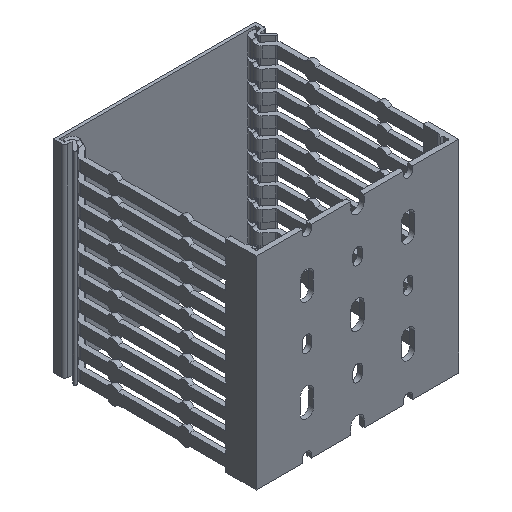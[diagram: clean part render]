
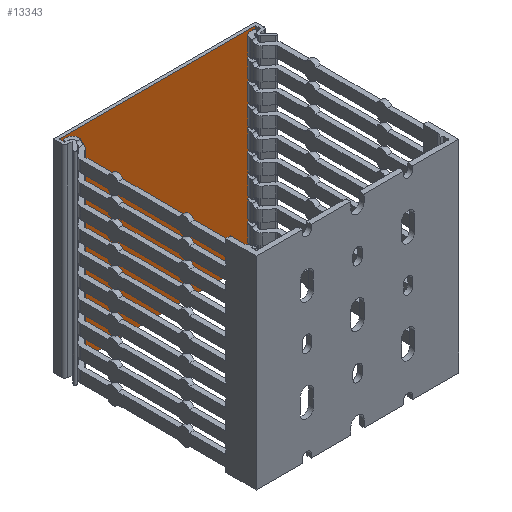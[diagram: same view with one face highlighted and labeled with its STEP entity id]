
A CAD part, isometric view. The second image highlights one B-rep face of the part: STEP entity #13343.
In plain terms, the highlighted planar face has unit normal (0, -1, 0).
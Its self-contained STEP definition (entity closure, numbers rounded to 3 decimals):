
#1683=FACE_OUTER_BOUND('',#2369,.T.);
#2369=EDGE_LOOP('',(#12245,#12246,#12247,#12248));
#3656=LINE('',#22903,#4972);
#3683=LINE('',#22983,#4999);
#3685=LINE('',#22986,#5001);
#3686=LINE('',#22987,#5002);
#4972=VECTOR('',#18427,10.);
#4999=VECTOR('',#18504,10.);
#5001=VECTOR('',#18508,10.);
#5002=VECTOR('',#18509,10.);
#6303=VERTEX_POINT('',#22899);
#6304=VERTEX_POINT('',#22901);
#6331=VERTEX_POINT('',#22980);
#6332=VERTEX_POINT('',#22982);
#8280=EDGE_CURVE('',#6304,#6303,#3656,.T.);
#8319=EDGE_CURVE('',#6332,#6331,#3683,.T.);
#8321=EDGE_CURVE('',#6303,#6331,#3685,.T.);
#8322=EDGE_CURVE('',#6332,#6304,#3686,.T.);
#12245=ORIENTED_EDGE('',*,*,#8321,.F.);
#12246=ORIENTED_EDGE('',*,*,#8280,.F.);
#12247=ORIENTED_EDGE('',*,*,#8322,.F.);
#12248=ORIENTED_EDGE('',*,*,#8319,.T.);
#12675=PLANE('',#14662);
#13343=ADVANCED_FACE('',(#1683),#12675,.T.);
#14662=AXIS2_PLACEMENT_3D('',#22985,#18506,#18507);
#18427=DIRECTION('',(0.,0.,-1.));
#18504=DIRECTION('',(0.,0.,-1.));
#18506=DIRECTION('center_axis',(0.,-1.,0.));
#18507=DIRECTION('ref_axis',(0.,0.,-1.));
#18508=DIRECTION('',(-1.,0.,0.));
#18509=DIRECTION('',(1.,0.,0.));
#22899=CARTESIAN_POINT('',(48.5,-1.5,-100.));
#22901=CARTESIAN_POINT('',(48.5,-1.5,0.));
#22903=CARTESIAN_POINT('',(48.5,-1.5,0.));
#22980=CARTESIAN_POINT('',(-48.5,-1.5,-100.));
#22982=CARTESIAN_POINT('',(-48.5,-1.5,0.));
#22983=CARTESIAN_POINT('',(-48.5,-1.5,0.));
#22985=CARTESIAN_POINT('Origin',(-48.5,-1.5,0.));
#22986=CARTESIAN_POINT('',(48.5,-1.5,-100.));
#22987=CARTESIAN_POINT('',(-48.5,-1.5,0.));
